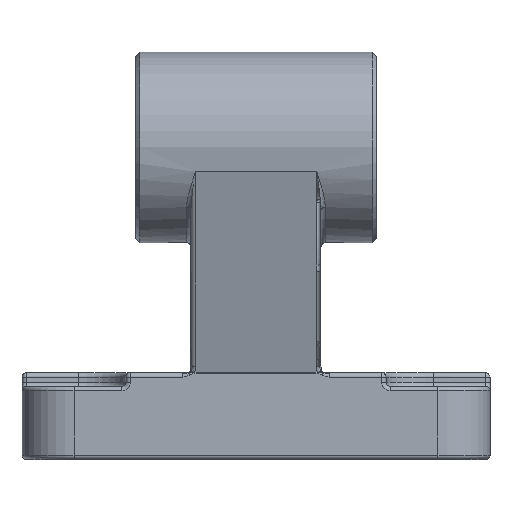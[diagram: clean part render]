
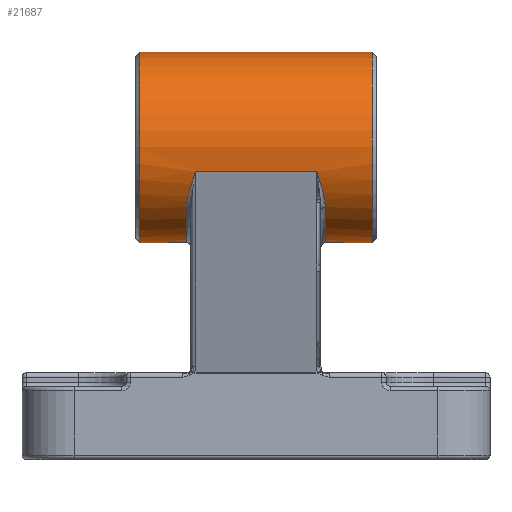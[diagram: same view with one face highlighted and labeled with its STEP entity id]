
A CAD part, top view. The second image highlights one B-rep face of the part: STEP entity #21687.
In plain terms, the highlighted cylindrical face has radius 11 mm (diameter 22 mm), a full revolution.
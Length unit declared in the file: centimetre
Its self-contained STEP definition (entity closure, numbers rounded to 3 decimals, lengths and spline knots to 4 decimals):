
#144=CYLINDRICAL_SURFACE($,#22346,1.1);
#398=CIRCLE($,#22345,1.1);
#399=CIRCLE($,#22347,1.1);
#400=CIRCLE($,#22348,1.1);
#401=CIRCLE($,#22349,1.1);
#706=FACE_BOUND($,#3297,.T.);
#707=FACE_BOUND($,#3298,.T.);
#2001=FACE_OUTER_BOUND($,#3296,.T.);
#3296=EDGE_LOOP($,(#18774));
#3297=EDGE_LOOP($,(#18775,#18776,#18777,#18778,#18779,#18780,#18781,#18782,
#18783,#18784));
#3298=EDGE_LOOP($,(#18785));
#4778=LINE($,#44446,#6187);
#4779=LINE($,#44473,#6188);
#6187=VECTOR($,#24847,1.4);
#6188=VECTOR($,#24850,1.4);
#7866=B_SPLINE_CURVE_WITH_KNOTS($,3,(#44426,#44427,#44428,#44429,#44430,
#44431,#44432,#44433),.UNSPECIFIED.,.F.,.F.,(4,1,1,2,4),(0.,
0.2952,0.3936,0.4921,0.4921),
 .UNSPECIFIED.);
#7867=B_SPLINE_CURVE_WITH_KNOTS($,3,(#44437,#44438,#44439,#44440,#44441,
#44442,#44443,#44444),.UNSPECIFIED.,.F.,.F.,(4,2,1,1,4),(-0.0013,
0.,0.1968,0.2952,0.4921),.UNSPECIFIED.);
#7868=B_SPLINE_CURVE_WITH_KNOTS($,3,(#44448,#44449,#44450,#44451),
 .UNSPECIFIED.,.F.,.F.,(4,4),(0.4921,0.4933),
 .UNSPECIFIED.);
#7869=B_SPLINE_CURVE_WITH_KNOTS($,3,(#44453,#44454,#44455,#44456,#44457,
#44458,#44459,#44460),.UNSPECIFIED.,.F.,.F.,(4,1,1,2,4),(0.,
0.2952,0.3936,0.4921,0.4921),
 .UNSPECIFIED.);
#7870=B_SPLINE_CURVE_WITH_KNOTS($,3,(#44464,#44465,#44466,#44467,#44468,
#44469,#44470,#44471),.UNSPECIFIED.,.F.,.F.,(4,2,1,1,4),(-0.0013,
0.,0.1968,0.2952,0.4921),.UNSPECIFIED.);
#7871=B_SPLINE_CURVE_WITH_KNOTS($,3,(#44474,#44475,#44476,#44477),
 .UNSPECIFIED.,.F.,.F.,(4,4),(0.4921,0.4933),
 .UNSPECIFIED.);
#9716=VERTEX_POINT($,#44419);
#9717=VERTEX_POINT($,#44422);
#9718=VERTEX_POINT($,#44424);
#9719=VERTEX_POINT($,#44425);
#9720=VERTEX_POINT($,#44434);
#9721=VERTEX_POINT($,#44436);
#9722=VERTEX_POINT($,#44445);
#9723=VERTEX_POINT($,#44447);
#9724=VERTEX_POINT($,#44452);
#9725=VERTEX_POINT($,#44461);
#9726=VERTEX_POINT($,#44463);
#9727=VERTEX_POINT($,#44472);
#12770=EDGE_CURVE($,#9716,#9716,#398,.T.);
#12771=EDGE_CURVE($,#9717,#9717,#399,.T.);
#12772=EDGE_CURVE($,#9718,#9719,#7866,.T.);
#12773=EDGE_CURVE($,#9720,#9718,#400,.T.);
#12774=EDGE_CURVE($,#9721,#9720,#7867,.T.);
#12775=EDGE_CURVE($,#9722,#9721,#4778,.T.);
#12776=EDGE_CURVE($,#9723,#9722,#7868,.T.);
#12777=EDGE_CURVE($,#9724,#9723,#7869,.T.);
#12778=EDGE_CURVE($,#9725,#9724,#401,.T.);
#12779=EDGE_CURVE($,#9726,#9725,#7870,.T.);
#12780=EDGE_CURVE($,#9726,#9727,#4779,.T.);
#12781=EDGE_CURVE($,#9719,#9727,#7871,.T.);
#18774=ORIENTED_EDGE($,*,*,#12771,.F.);
#18775=ORIENTED_EDGE($,*,*,#12772,.F.);
#18776=ORIENTED_EDGE($,*,*,#12773,.F.);
#18777=ORIENTED_EDGE($,*,*,#12774,.F.);
#18778=ORIENTED_EDGE($,*,*,#12775,.F.);
#18779=ORIENTED_EDGE($,*,*,#12776,.F.);
#18780=ORIENTED_EDGE($,*,*,#12777,.F.);
#18781=ORIENTED_EDGE($,*,*,#12778,.F.);
#18782=ORIENTED_EDGE($,*,*,#12779,.F.);
#18783=ORIENTED_EDGE($,*,*,#12780,.T.);
#18784=ORIENTED_EDGE($,*,*,#12781,.F.);
#18785=ORIENTED_EDGE($,*,*,#12770,.F.);
#21687=ADVANCED_FACE($,(#2001,#706,#707),#144,.T.);
#22345=AXIS2_PLACEMENT_3D($,#44420,#24839,#24840);
#22346=AXIS2_PLACEMENT_3D($,#44421,#24841,#24842);
#22347=AXIS2_PLACEMENT_3D($,#44423,#24843,#24844);
#22348=AXIS2_PLACEMENT_3D($,#44435,#24845,#24846);
#22349=AXIS2_PLACEMENT_3D($,#44462,#24848,#24849);
#24839=DIRECTION('center_axis',(-1.,0.,0.));
#24840=DIRECTION('ref_axis',(0.,-1.,0.));
#24841=DIRECTION('center_axis',(1.,0.,0.));
#24842=DIRECTION('ref_axis',(0.,-1.,0.));
#24843=DIRECTION('center_axis',(1.,0.,0.));
#24844=DIRECTION('ref_axis',(0.,-1.,0.));
#24845=DIRECTION('center_axis',(-1.,0.,0.));
#24846=DIRECTION('ref_axis',(0.,-0.912,-0.41));
#24847=DIRECTION($,(1.,0.,0.));
#24848=DIRECTION('center_axis',(1.,0.,0.));
#24849=DIRECTION('ref_axis',(0.,-0.912,-0.41));
#24850=DIRECTION($,(1.,0.,0.));
#44419=CARTESIAN_POINT('',(-1.34,4.7,1.3));
#44420=CARTESIAN_POINT('Origin',(-1.34,3.6,1.3));
#44421=CARTESIAN_POINT('Origin',(0.,3.6,1.3));
#44422=CARTESIAN_POINT('',(1.34,4.7,1.3));
#44423=CARTESIAN_POINT('Origin',(1.34,3.6,1.3));
#44424=CARTESIAN_POINT('',(0.8,2.9094,2.1562));
#44425=CARTESIAN_POINT('',(0.7002,3.3175,2.3631));
#44426=CARTESIAN_POINT('Ctrl Pts',(0.8,2.9094,2.1562));
#44427=CARTESIAN_POINT('Ctrl Pts',(0.8,2.9827,2.2153));
#44428=CARTESIAN_POINT('Ctrl Pts',(0.7718,3.0894,2.2805));
#44429=CARTESIAN_POINT('Ctrl Pts',(0.7286,3.2305,2.3374));
#44430=CARTESIAN_POINT('Ctrl Pts',(0.7096,3.2885,2.3554));
#44431=CARTESIAN_POINT('Ctrl Pts',(0.7004,3.3175,2.3631));
#44432=CARTESIAN_POINT('Ctrl Pts',(0.7004,3.3175,2.3631));
#44433=CARTESIAN_POINT('Ctrl Pts',(0.7004,3.3175,2.3631));
#44434=CARTESIAN_POINT('',(0.8,3.7826,0.2153));
#44435=CARTESIAN_POINT('Origin',(0.8,3.6,1.3));
#44436=CARTESIAN_POINT('',(0.7,4.2091,0.384));
#44437=CARTESIAN_POINT('Ctrl Pts',(0.7,4.2091,0.384));
#44438=CARTESIAN_POINT('Ctrl Pts',(0.7001,4.2088,0.3838));
#44439=CARTESIAN_POINT('Ctrl Pts',(0.7002,4.2085,0.3836));
#44440=CARTESIAN_POINT('Ctrl Pts',(0.7189,4.158,0.3501));
#44441=CARTESIAN_POINT('Ctrl Pts',(0.7472,4.0778,0.3059));
#44442=CARTESIAN_POINT('Ctrl Pts',(0.7852,3.9355,0.2493));
#44443=CARTESIAN_POINT('Ctrl Pts',(0.8,3.8444,0.2257));
#44444=CARTESIAN_POINT('Ctrl Pts',(0.8,3.7826,0.2153));
#44445=CARTESIAN_POINT('',(-0.7,4.2091,0.384));
#44446=CARTESIAN_POINT($,(-0.7,4.2091,0.384));
#44447=CARTESIAN_POINT('',(-0.7002,4.2081,0.3834));
#44448=CARTESIAN_POINT('Ctrl Pts',(-0.7004,4.2081,
0.3834));
#44449=CARTESIAN_POINT('Ctrl Pts',(-0.7002,4.2085,0.3836));
#44450=CARTESIAN_POINT('Ctrl Pts',(-0.7001,4.2088,
0.3838));
#44451=CARTESIAN_POINT('Ctrl Pts',(-0.7,4.2091,0.384));
#44452=CARTESIAN_POINT('',(-0.8,3.7826,0.2153));
#44453=CARTESIAN_POINT('Ctrl Pts',(-0.8,3.7826,
0.2153));
#44454=CARTESIAN_POINT('Ctrl Pts',(-0.8,3.8754,0.2309));
#44455=CARTESIAN_POINT('Ctrl Pts',(-0.7718,3.995,
0.2675));
#44456=CARTESIAN_POINT('Ctrl Pts',(-0.7286,4.1312,
0.3354));
#44457=CARTESIAN_POINT('Ctrl Pts',(-0.7096,4.1831,
0.3668));
#44458=CARTESIAN_POINT('Ctrl Pts',(-0.7004,4.2081,
0.3834));
#44459=CARTESIAN_POINT('Ctrl Pts',(-0.7004,4.2081,
0.3834));
#44460=CARTESIAN_POINT('Ctrl Pts',(-0.7004,4.2081,
0.3834));
#44461=CARTESIAN_POINT('',(-0.8,2.9094,2.1562));
#44462=CARTESIAN_POINT('Origin',(-0.8,3.6,1.3));
#44463=CARTESIAN_POINT('',(-0.7,3.3187,2.3634));
#44464=CARTESIAN_POINT('Ctrl Pts',(-0.7,3.3187,2.3634));
#44465=CARTESIAN_POINT('Ctrl Pts',(-0.7001,3.3183,
2.3633));
#44466=CARTESIAN_POINT('Ctrl Pts',(-0.7002,3.3179,
2.3632));
#44467=CARTESIAN_POINT('Ctrl Pts',(-0.7189,3.2594,
2.3477));
#44468=CARTESIAN_POINT('Ctrl Pts',(-0.7472,3.1731,
2.317));
#44469=CARTESIAN_POINT('Ctrl Pts',(-0.7852,3.0363,
2.2481));
#44470=CARTESIAN_POINT('Ctrl Pts',(-0.8,2.9583,2.1956));
#44471=CARTESIAN_POINT('Ctrl Pts',(-0.8,2.9094,2.1562));
#44472=CARTESIAN_POINT('',(0.7,3.3187,2.3634));
#44473=CARTESIAN_POINT($,(-0.7,3.3187,2.3634));
#44474=CARTESIAN_POINT('Ctrl Pts',(0.7004,3.3175,2.3631));
#44475=CARTESIAN_POINT('Ctrl Pts',(0.7002,3.3179,2.3632));
#44476=CARTESIAN_POINT('Ctrl Pts',(0.7001,3.3183,2.3633));
#44477=CARTESIAN_POINT('Ctrl Pts',(0.7,3.3187,2.3634));
